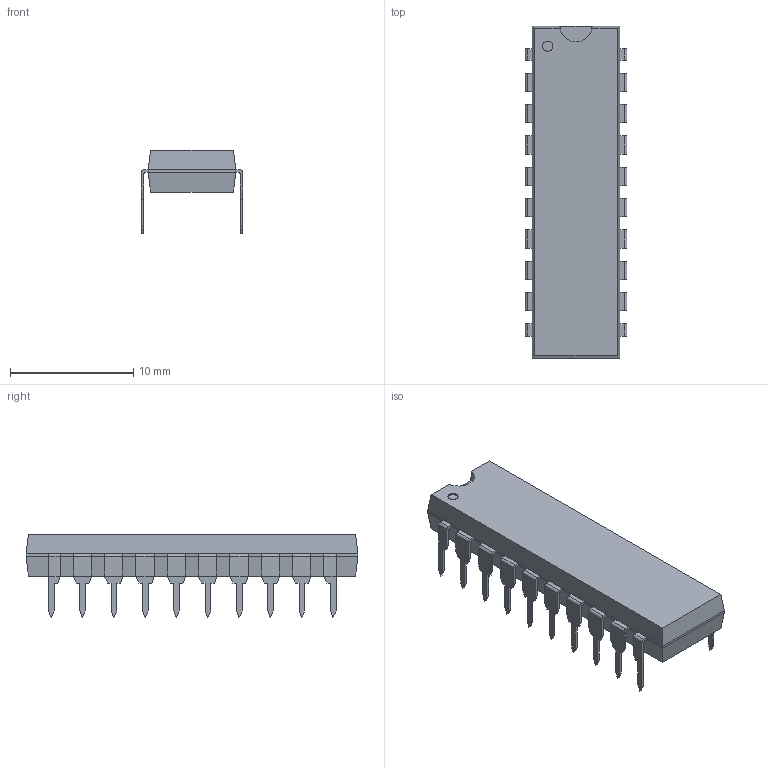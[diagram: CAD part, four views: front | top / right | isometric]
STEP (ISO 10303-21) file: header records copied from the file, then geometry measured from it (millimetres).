
FILE_DESCRIPTION(('FreeCAD Model'),'2;1');
FILE_NAME('dip20.stp', '2015-12-07T17:36:42',('Author'),(''), 'Open CASCADE STEP processor 6.7','FreeCAD','Unknown');
FILE_SCHEMA(('AUTOMOTIVE_DESIGN_CC2 { 1 2 10303 214 -1 1 5 4 }'));
Length unit declared in the file: millimetre
Products named in the file (4): ASSEMBLY; Pocket001; Cut_(Mirror_#1); Cut
Assembly tree (3 placements, depth 2):
  ASSEMBLY
    Pocket001
    Cut_(Mirror_#1)
    Cut
Bounding box: 8.26 x 26.92 x 6.78 mm (x, y, z)
Volume: 646.3 mm3; surface area: 831.3 mm2
Topology: 21 solids, 21 shells, 394 faces, 973 edges, 622 vertices
Faces by surface type: plane 352, cylinder 42
Full cylindrical faces by diameter (mm): 0.827 x1
Entity records: 25695 total; most frequent: CARTESIAN_POINT 4245, DIRECTION 3719, LINE 2707, VECTOR 2707, ORIENTED_EDGE 1946, PCURVE 1946, DEFINITIONAL_REPRESENTATION 1946, EDGE_CURVE 973
